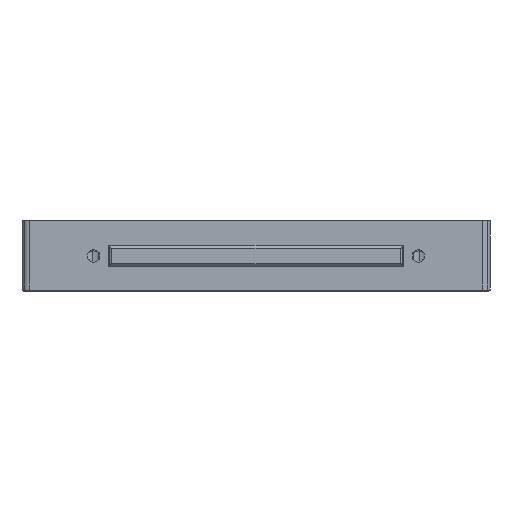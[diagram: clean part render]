
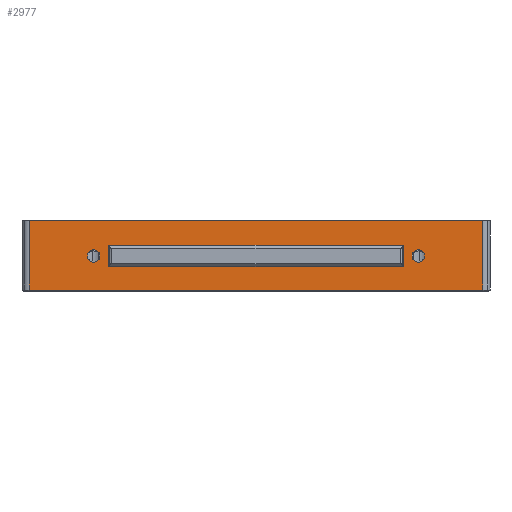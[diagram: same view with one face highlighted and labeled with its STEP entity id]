
A CAD part, front view. The second image highlights one B-rep face of the part: STEP entity #2977.
In plain terms, the highlighted planar face has unit normal (0, -1, 0).
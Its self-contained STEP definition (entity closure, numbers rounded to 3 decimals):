
#19 = EDGE_CURVE ( 'NONE', #2221, #14955, #10369, .T. ) ;
#30 = LINE ( 'NONE', #9421, #10573 ) ;
#326 = DIRECTION ( 'NONE',  ( 1., 0., 0. ) ) ;
#1020 = CARTESIAN_POINT ( 'NONE',  ( 170.863, 393.634, 200.747 ) ) ;
#1084 = ORIENTED_EDGE ( 'NONE', *, *, #6439, .T. ) ;
#1093 = EDGE_LOOP ( 'NONE', ( #12848, #6327 ) ) ;
#1095 = CARTESIAN_POINT ( 'NONE',  ( 245.838, 393.634, 193.747 ) ) ;
#1123 = ORIENTED_EDGE ( 'NONE', *, *, #9654, .T. ) ;
#1244 = ORIENTED_EDGE ( 'NONE', *, *, #8521, .T. ) ;
#1361 = CARTESIAN_POINT ( 'NONE',  ( 257.363, 393.634, 200.747 ) ) ;
#1408 = LINE ( 'NONE', #10798, #4989 ) ;
#1694 = CARTESIAN_POINT ( 'NONE',  ( 193.363, 393.634, 187.747 ) ) ;
#1700 = ORIENTED_EDGE ( 'NONE', *, *, #12328, .T. ) ;
#1701 = VECTOR ( 'NONE', #13506, 1000. ) ;
#1765 = LINE ( 'NONE', #8755, #12378 ) ;
#1875 = CARTESIAN_POINT ( 'NONE',  ( 228.063, 393.634, 200.747 ) ) ;
#1877 = LINE ( 'NONE', #2096, #2951 ) ;
#2096 = CARTESIAN_POINT ( 'NONE',  ( 170.863, 393.634, 195.747 ) ) ;
#2221 = VERTEX_POINT ( 'NONE', #9728 ) ;
#2407 = DIRECTION ( 'NONE',  ( 0., 0., -1. ) ) ;
#2783 = VECTOR ( 'NONE', #5767, 1000. ) ;
#2850 = CARTESIAN_POINT ( 'NONE',  ( 276.364, 393.634, 193.747 ) ) ;
#2951 = VECTOR ( 'NONE', #7625, 1000. ) ;
#2977 = ADVANCED_FACE ( 'NONE', ( #7483, #5329, #8636, #13428 ), #7548, .T. ) ;
#3018 = EDGE_CURVE ( 'NONE', #4236, #13338, #5410, .T. ) ;
#3049 = CARTESIAN_POINT ( 'NONE',  ( 189.113, 393.634, 190.747 ) ) ;
#3135 = AXIS2_PLACEMENT_3D ( 'NONE', #10017, #11554, #7680 ) ;
#3277 = EDGE_CURVE ( 'NONE', #9557, #13235, #14713, .T. ) ;
#3715 = VERTEX_POINT ( 'NONE', #11102 ) ;
#3775 = AXIS2_PLACEMENT_3D ( 'NONE', #3049, #10224, #4435 ) ;
#4180 = VERTEX_POINT ( 'NONE', #6669 ) ;
#4236 = VERTEX_POINT ( 'NONE', #10216 ) ;
#4363 = AXIS2_PLACEMENT_3D ( 'NONE', #1875, #12637, #14804 ) ;
#4435 = DIRECTION ( 'NONE',  ( 1., 0., 0. ) ) ;
#4549 = ORIENTED_EDGE ( 'NONE', *, *, #7762, .F. ) ;
#4989 = VECTOR ( 'NONE', #2407, 1000. ) ;
#5176 = DIRECTION ( 'NONE',  ( 0., 1., 0. ) ) ;
#5204 = AXIS2_PLACEMENT_3D ( 'NONE', #14414, #5176, #326 ) ;
#5265 = CARTESIAN_POINT ( 'NONE',  ( 193.363, 393.634, 189.247 ) ) ;
#5329 = FACE_BOUND ( 'NONE', #9233, .T. ) ;
#5350 = VECTOR ( 'NONE', #9015, 1000. ) ;
#5410 = LINE ( 'NONE', #7932, #5350 ) ;
#5545 = DIRECTION ( 'NONE',  ( 0., 1., 0. ) ) ;
#5566 = CARTESIAN_POINT ( 'NONE',  ( 278.864, 393.634, 190.747 ) ) ;
#5767 = DIRECTION ( 'NONE',  ( 1., 0., 0. ) ) ;
#5912 = EDGE_CURVE ( 'NONE', #11024, #4236, #1408, .T. ) ;
#6035 = VERTEX_POINT ( 'NONE', #1694 ) ;
#6171 = VERTEX_POINT ( 'NONE', #1020 ) ;
#6327 = ORIENTED_EDGE ( 'NONE', *, *, #14808, .T. ) ;
#6439 = EDGE_CURVE ( 'NONE', #14955, #2221, #13383, .T. ) ;
#6481 = CARTESIAN_POINT ( 'NONE',  ( 298.863, 393.634, 200.747 ) ) ;
#6669 = CARTESIAN_POINT ( 'NONE',  ( 276.364, 393.634, 187.747 ) ) ;
#7270 = LINE ( 'NONE', #1361, #7813 ) ;
#7483 = FACE_BOUND ( 'NONE', #7707, .T. ) ;
#7548 = PLANE ( 'NONE',  #4363 ) ;
#7625 = DIRECTION ( 'NONE',  ( 0., 0., 1. ) ) ;
#7680 = DIRECTION ( 'NONE',  ( 1., 0., 0. ) ) ;
#7707 = EDGE_LOOP ( 'NONE', ( #1123, #1700, #1244, #8160 ) ) ;
#7762 = EDGE_CURVE ( 'NONE', #13338, #6171, #1877, .T. ) ;
#7813 = VECTOR ( 'NONE', #11972, 1000. ) ;
#7932 = CARTESIAN_POINT ( 'NONE',  ( 222.463, 393.634, 181.147 ) ) ;
#8160 = ORIENTED_EDGE ( 'NONE', *, *, #12541, .T. ) ;
#8261 = DIRECTION ( 'NONE',  ( 0., 0., -1. ) ) ;
#8374 = ORIENTED_EDGE ( 'NONE', *, *, #5912, .F. ) ;
#8521 = EDGE_CURVE ( 'NONE', #3715, #14633, #11626, .T. ) ;
#8636 = FACE_BOUND ( 'NONE', #1093, .T. ) ;
#8721 = ORIENTED_EDGE ( 'NONE', *, *, #19, .T. ) ;
#8755 = CARTESIAN_POINT ( 'NONE',  ( 228.588, 393.634, 187.747 ) ) ;
#8857 = CARTESIAN_POINT ( 'NONE',  ( 280.614, 393.634, 190.747 ) ) ;
#9015 = DIRECTION ( 'NONE',  ( -1., 0., 0. ) ) ;
#9109 = ORIENTED_EDGE ( 'NONE', *, *, #3018, .F. ) ;
#9233 = EDGE_LOOP ( 'NONE', ( #1084, #8721 ) ) ;
#9421 = CARTESIAN_POINT ( 'NONE',  ( 276.364, 393.634, 192.247 ) ) ;
#9488 = CARTESIAN_POINT ( 'NONE',  ( 282.364, 393.634, 190.747 ) ) ;
#9491 = AXIS2_PLACEMENT_3D ( 'NONE', #8857, #5545, #10248 ) ;
#9557 = VERTEX_POINT ( 'NONE', #9488 ) ;
#9654 = EDGE_CURVE ( 'NONE', #4180, #6035, #1765, .T. ) ;
#9728 = CARTESIAN_POINT ( 'NONE',  ( 187.363, 393.634, 190.747 ) ) ;
#10017 = CARTESIAN_POINT ( 'NONE',  ( 280.614, 393.634, 190.747 ) ) ;
#10210 = EDGE_LOOP ( 'NONE', ( #9109, #8374, #14107, #4549 ) ) ;
#10216 = CARTESIAN_POINT ( 'NONE',  ( 298.863, 393.634, 181.147 ) ) ;
#10224 = DIRECTION ( 'NONE',  ( 0., 1., 0. ) ) ;
#10248 = DIRECTION ( 'NONE',  ( 1., 0., 0. ) ) ;
#10369 = CIRCLE ( 'NONE', #5204, 1.75 ) ;
#10402 = CARTESIAN_POINT ( 'NONE',  ( 190.863, 393.634, 190.747 ) ) ;
#10573 = VECTOR ( 'NONE', #8261, 1000. ) ;
#10798 = CARTESIAN_POINT ( 'NONE',  ( 298.863, 393.634, 190.747 ) ) ;
#11024 = VERTEX_POINT ( 'NONE', #6481 ) ;
#11102 = CARTESIAN_POINT ( 'NONE',  ( 193.363, 393.634, 193.747 ) ) ;
#11118 = LINE ( 'NONE', #5265, #1701 ) ;
#11554 = DIRECTION ( 'NONE',  ( 0., 1., 0. ) ) ;
#11626 = LINE ( 'NONE', #1095, #2783 ) ;
#11972 = DIRECTION ( 'NONE',  ( 1., 0., 0. ) ) ;
#12226 = EDGE_CURVE ( 'NONE', #6171, #11024, #7270, .T. ) ;
#12328 = EDGE_CURVE ( 'NONE', #6035, #3715, #11118, .T. ) ;
#12378 = VECTOR ( 'NONE', #13469, 1000. ) ;
#12541 = EDGE_CURVE ( 'NONE', #14633, #4180, #30, .T. ) ;
#12637 = DIRECTION ( 'NONE',  ( 0., -1., 0. ) ) ;
#12848 = ORIENTED_EDGE ( 'NONE', *, *, #3277, .T. ) ;
#13235 = VERTEX_POINT ( 'NONE', #5566 ) ;
#13338 = VERTEX_POINT ( 'NONE', #14420 ) ;
#13383 = CIRCLE ( 'NONE', #3775, 1.75 ) ;
#13428 = FACE_OUTER_BOUND ( 'NONE', #10210, .T. ) ;
#13469 = DIRECTION ( 'NONE',  ( -1., 0., 0. ) ) ;
#13506 = DIRECTION ( 'NONE',  ( 0., 0., 1. ) ) ;
#14107 = ORIENTED_EDGE ( 'NONE', *, *, #12226, .F. ) ;
#14399 = CIRCLE ( 'NONE', #9491, 1.75 ) ;
#14414 = CARTESIAN_POINT ( 'NONE',  ( 189.113, 393.634, 190.747 ) ) ;
#14420 = CARTESIAN_POINT ( 'NONE',  ( 170.863, 393.634, 181.147 ) ) ;
#14633 = VERTEX_POINT ( 'NONE', #2850 ) ;
#14713 = CIRCLE ( 'NONE', #3135, 1.75 ) ;
#14804 = DIRECTION ( 'NONE',  ( 0., 0., -1. ) ) ;
#14808 = EDGE_CURVE ( 'NONE', #13235, #9557, #14399, .T. ) ;
#14955 = VERTEX_POINT ( 'NONE', #10402 ) ;
